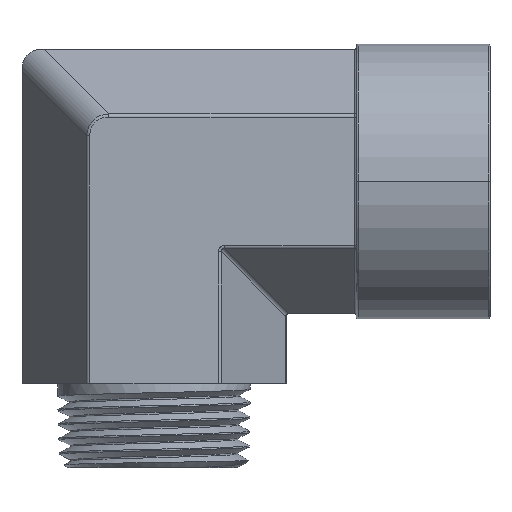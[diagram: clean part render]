
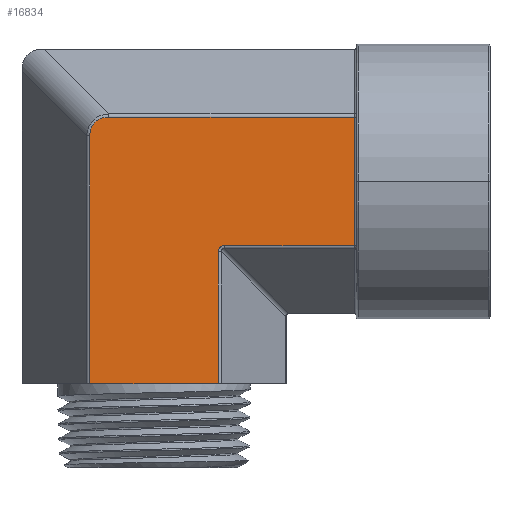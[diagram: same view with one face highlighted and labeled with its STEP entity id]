
A CAD part, top view. The second image highlights one B-rep face of the part: STEP entity #16834.
In plain terms, the highlighted planar face has unit normal (0, 0, 1).
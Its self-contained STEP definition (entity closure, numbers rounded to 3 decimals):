
#301=DIRECTION('',(-1.,0.,0.));
#302=VECTOR('',#301,17.782);
#303=CARTESIAN_POINT('',(8.891,-28.,15.9));
#304=LINE('',#303,#302);
#9906=DIRECTION('',(0.,-1.,0.));
#9907=VECTOR('',#9906,17.782);
#9908=CARTESIAN_POINT('',(27.75,8.891,15.9));
#9909=LINE('',#9908,#9907);
#9913=DIRECTION('',(-1.,0.,0.));
#9914=VECTOR('',#9913,17.993);
#9915=CARTESIAN_POINT('',(27.75,-8.891,15.9));
#9916=LINE('',#9915,#9914);
#9920=CARTESIAN_POINT('',(8.891,-9.757,15.9));
#9921=CARTESIAN_POINT('',(8.891,-9.727,15.9));
#9922=CARTESIAN_POINT('',(8.894,-9.666,15.9));
#9923=CARTESIAN_POINT('',(8.905,-9.58,15.9));
#9924=CARTESIAN_POINT('',(8.923,-9.498,15.9));
#9925=CARTESIAN_POINT('',(8.948,-9.422,15.9));
#9926=CARTESIAN_POINT('',(8.977,-9.353,15.9));
#9927=CARTESIAN_POINT('',(9.011,-9.29,15.9));
#9928=CARTESIAN_POINT('',(9.048,-9.232,15.9));
#9929=CARTESIAN_POINT('',(9.089,-9.18,15.9));
#9930=CARTESIAN_POINT('',(9.133,-9.132,15.9));
#9931=CARTESIAN_POINT('',(9.18,-9.088,15.9));
#9932=CARTESIAN_POINT('',(9.233,-9.048,15.9));
#9933=CARTESIAN_POINT('',(9.29,-9.01,15.9));
#9934=CARTESIAN_POINT('',(9.353,-8.977,15.9));
#9935=CARTESIAN_POINT('',(9.423,-8.948,15.9));
#9936=CARTESIAN_POINT('',(9.499,-8.923,15.9));
#9937=CARTESIAN_POINT('',(9.58,-8.905,15.9));
#9938=CARTESIAN_POINT('',(9.667,-8.894,15.9));
#9939=CARTESIAN_POINT('',(9.727,-8.891,15.9));
#9940=CARTESIAN_POINT('',(9.757,-8.891,15.9));
#9945=DIRECTION('',(0.,1.,0.));
#9946=VECTOR('',#9945,18.243);
#9947=CARTESIAN_POINT('',(8.891,-28.,15.9));
#9948=LINE('',#9947,#9946);
#9952=DIRECTION('',(0.,1.,0.));
#9953=VECTOR('',#9952,34.293);
#9954=CARTESIAN_POINT('',(-8.891,-28.,15.9));
#9955=LINE('',#9954,#9953);
#9959=CARTESIAN_POINT('',(-6.293,8.891,15.9));
#9960=CARTESIAN_POINT('',(-6.365,8.891,15.9));
#9961=CARTESIAN_POINT('',(-6.506,8.886,15.9));
#9962=CARTESIAN_POINT('',(-6.71,8.866,15.9));
#9963=CARTESIAN_POINT('',(-6.906,8.832,15.9));
#9964=CARTESIAN_POINT('',(-7.094,8.786,15.9));
#9965=CARTESIAN_POINT('',(-7.274,8.729,15.9));
#9966=CARTESIAN_POINT('',(-7.445,8.66,15.9));
#9967=CARTESIAN_POINT('',(-7.608,8.581,15.9));
#9968=CARTESIAN_POINT('',(-7.761,8.492,15.9));
#9969=CARTESIAN_POINT('',(-7.905,8.393,15.9));
#9970=CARTESIAN_POINT('',(-8.041,8.285,15.9));
#9971=CARTESIAN_POINT('',(-8.167,8.167,15.9));
#9972=CARTESIAN_POINT('',(-8.285,8.041,15.9));
#9973=CARTESIAN_POINT('',(-8.393,7.905,15.9));
#9974=CARTESIAN_POINT('',(-8.492,7.761,15.9));
#9975=CARTESIAN_POINT('',(-8.581,7.608,15.9));
#9976=CARTESIAN_POINT('',(-8.66,7.445,15.9));
#9977=CARTESIAN_POINT('',(-8.729,7.274,15.9));
#9978=CARTESIAN_POINT('',(-8.786,7.094,15.9));
#9979=CARTESIAN_POINT('',(-8.832,6.906,15.9));
#9980=CARTESIAN_POINT('',(-8.866,6.71,15.9));
#9981=CARTESIAN_POINT('',(-8.886,6.506,15.9));
#9982=CARTESIAN_POINT('',(-8.891,6.365,15.9));
#9983=CARTESIAN_POINT('',(-8.891,6.293,15.9));
#9988=DIRECTION('',(1.,0.,0.));
#9989=VECTOR('',#9988,34.043);
#9990=CARTESIAN_POINT('',(-6.293,8.891,15.9));
#9991=LINE('',#9990,#9989);
#10363=CARTESIAN_POINT('',(8.891,-28.,15.9));
#10364=CARTESIAN_POINT('',(8.891,-9.757,
15.9));
#10365=VERTEX_POINT('',#10363);
#10366=VERTEX_POINT('',#10364);
#10369=VERTEX_POINT('',#9940);
#10394=CARTESIAN_POINT('',(-8.891,-28.,15.9));
#10395=CARTESIAN_POINT('',(-8.891,6.293,15.9));
#10396=VERTEX_POINT('',#10394);
#10397=VERTEX_POINT('',#10395);
#10410=CARTESIAN_POINT('',(-6.293,8.891,15.9));
#10411=VERTEX_POINT('',#10410);
#10574=CARTESIAN_POINT('',(27.75,8.891,15.9));
#10575=VERTEX_POINT('',#10574);
#10578=CARTESIAN_POINT('',(27.75,-8.891,15.9));
#10579=VERTEX_POINT('',#10578);
#16813=CARTESIAN_POINT('',(0.,9.18,15.9));
#16814=DIRECTION('',(0.,0.,1.));
#16815=DIRECTION('',(0.,-1.,0.));
#16816=AXIS2_PLACEMENT_3D('',#16813,#16814,#16815);
#16817=PLANE('',#16816);
#16819=ORIENTED_EDGE('',*,*,#16818,.T.);
#16821=ORIENTED_EDGE('',*,*,#16820,.T.);
#16823=ORIENTED_EDGE('',*,*,#16822,.F.);
#16825=ORIENTED_EDGE('',*,*,#16824,.F.);
#16826=ORIENTED_EDGE('',*,*,#10797,.T.);
#16828=ORIENTED_EDGE('',*,*,#16827,.T.);
#16830=ORIENTED_EDGE('',*,*,#16829,.F.);
#16831=ORIENTED_EDGE('',*,*,#16805,.T.);
#16832=EDGE_LOOP('',(#16819,#16821,#16823,#16825,#16826,#16828,#16830,#16831));
#16833=FACE_OUTER_BOUND('',#16832,.F.);
#9941=B_SPLINE_CURVE_WITH_KNOTS('',3,(#9920,#9921,#9922,#9923,#9924,#9925,#9926,
#9927,#9928,#9929,#9930,#9931,#9932,#9933,#9934,#9935,#9936,#9937,#9938,#9939,
#9940),.UNSPECIFIED.,.F.,.F.,(4,1,1,1,1,1,1,1,1,1,1,1,1,1,1,1,1,1,4),(0.,
0.056,0.111,0.167,0.222,
0.278,0.333,0.389,0.444,0.5,
0.556,0.611,0.667,0.722,
0.778,0.833,0.889,0.944,1.),
.UNSPECIFIED.);
#9984=B_SPLINE_CURVE_WITH_KNOTS('',3,(#9959,#9960,#9961,#9962,#9963,#9964,#9965,
#9966,#9967,#9968,#9969,#9970,#9971,#9972,#9973,#9974,#9975,#9976,#9977,#9978,
#9979,#9980,#9981,#9982,#9983),.UNSPECIFIED.,.F.,.F.,(4,1,1,1,1,1,1,1,1,1,1,1,1,
1,1,1,1,1,1,1,1,1,4),(0.,0.045,0.091,
0.136,0.182,0.227,0.273,
0.318,0.364,0.409,0.455,0.5,
0.545,0.591,0.636,0.682,
0.727,0.773,0.818,0.864,
0.909,0.955,1.),.UNSPECIFIED.);
#10797=EDGE_CURVE('',#10365,#10396,#304,.T.);
#16805=EDGE_CURVE('',#10411,#10575,#9991,.T.);
#16818=EDGE_CURVE('',#10575,#10579,#9909,.T.);
#16820=EDGE_CURVE('',#10579,#10369,#9916,.T.);
#16822=EDGE_CURVE('',#10366,#10369,#9941,.T.);
#16824=EDGE_CURVE('',#10365,#10366,#9948,.T.);
#16827=EDGE_CURVE('',#10396,#10397,#9955,.T.);
#16829=EDGE_CURVE('',#10411,#10397,#9984,.T.);
#16834=ADVANCED_FACE('',(#16833),#16817,.T.);
